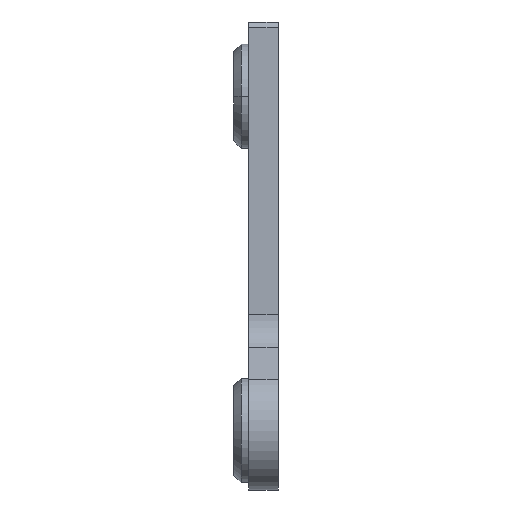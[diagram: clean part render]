
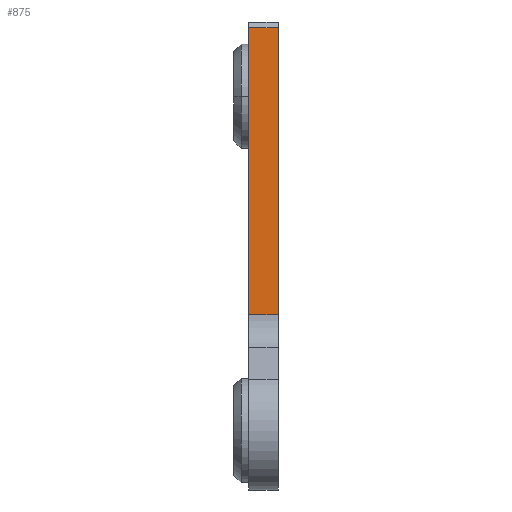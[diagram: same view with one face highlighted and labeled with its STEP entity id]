
A CAD part, left-side view. The second image highlights one B-rep face of the part: STEP entity #875.
In plain terms, the highlighted planar face has unit normal (-1, 0, 0).
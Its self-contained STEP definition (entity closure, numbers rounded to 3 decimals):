
#23 = CARTESIAN_POINT ( 'NONE',  ( -20., 4., 16.2 ) ) ;
#34 = EDGE_CURVE ( 'NONE', #1922, #454, #1235, .T. ) ;
#141 = CARTESIAN_POINT ( 'NONE',  ( -20., 0., 16.2 ) ) ;
#454 = VERTEX_POINT ( 'NONE', #23 ) ;
#521 = VECTOR ( 'NONE', #1426, 1000. ) ;
#564 = CARTESIAN_POINT ( 'NONE',  ( -20., 4., -22.423 ) ) ;
#620 = DIRECTION ( 'NONE',  ( 0., -1., 0. ) ) ;
#679 = LINE ( 'NONE', #2125, #1656 ) ;
#697 = EDGE_CURVE ( 'NONE', #1922, #1174, #679, .T. ) ;
#742 = AXIS2_PLACEMENT_3D ( 'NONE', #1895, #1671, #1916 ) ;
#817 = FACE_OUTER_BOUND ( 'NONE', #1451, .T. ) ;
#875 = ADVANCED_FACE ( 'NONE', ( #817 ), #1663, .T. ) ;
#970 = CARTESIAN_POINT ( 'NONE',  ( -20., 0., 16.2 ) ) ;
#1070 = VECTOR ( 'NONE', #1735, 1000. ) ;
#1174 = VERTEX_POINT ( 'NONE', #2691 ) ;
#1187 = CARTESIAN_POINT ( 'NONE',  ( -20., 4., -25.309 ) ) ;
#1235 = LINE ( 'NONE', #1187, #521 ) ;
#1284 = ORIENTED_EDGE ( 'NONE', *, *, #34, .F. ) ;
#1308 = ORIENTED_EDGE ( 'NONE', *, *, #697, .T. ) ;
#1426 = DIRECTION ( 'NONE',  ( 0., 0., 1. ) ) ;
#1451 = EDGE_LOOP ( 'NONE', ( #1284, #1308, #1918, #2672 ) ) ;
#1650 = LINE ( 'NONE', #1944, #1070 ) ;
#1656 = VECTOR ( 'NONE', #620, 1000. ) ;
#1663 = PLANE ( 'NONE',  #742 ) ;
#1671 = DIRECTION ( 'NONE',  ( -1., 0., 0. ) ) ;
#1704 = EDGE_CURVE ( 'NONE', #2357, #454, #2344, .T. ) ;
#1735 = DIRECTION ( 'NONE',  ( 0., 0., 1. ) ) ;
#1895 = CARTESIAN_POINT ( 'NONE',  ( -20., 0., -25.309 ) ) ;
#1916 = DIRECTION ( 'NONE',  ( 0., 0., 1. ) ) ;
#1918 = ORIENTED_EDGE ( 'NONE', *, *, #2418, .T. ) ;
#1922 = VERTEX_POINT ( 'NONE', #564 ) ;
#1944 = CARTESIAN_POINT ( 'NONE',  ( -20., 0., -25.309 ) ) ;
#2125 = CARTESIAN_POINT ( 'NONE',  ( -20., 0., -22.423 ) ) ;
#2344 = LINE ( 'NONE', #970, #2786 ) ;
#2357 = VERTEX_POINT ( 'NONE', #141 ) ;
#2418 = EDGE_CURVE ( 'NONE', #1174, #2357, #1650, .T. ) ;
#2487 = DIRECTION ( 'NONE',  ( 0., 1., 0. ) ) ;
#2672 = ORIENTED_EDGE ( 'NONE', *, *, #1704, .T. ) ;
#2691 = CARTESIAN_POINT ( 'NONE',  ( -20., 0., -22.423 ) ) ;
#2786 = VECTOR ( 'NONE', #2487, 1000. ) ;
